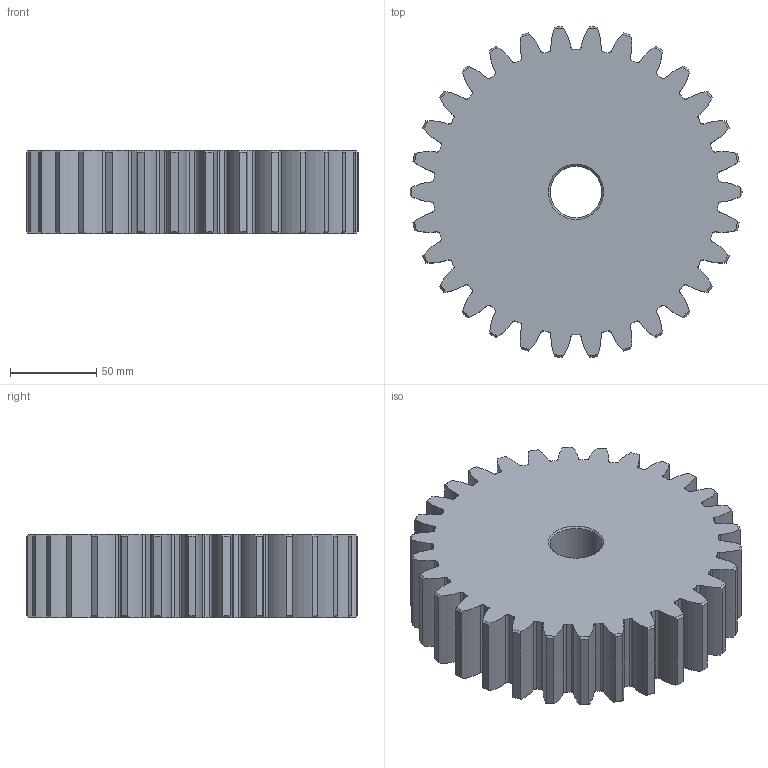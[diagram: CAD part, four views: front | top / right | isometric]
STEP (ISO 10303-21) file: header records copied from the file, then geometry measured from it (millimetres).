
FILE_DESCRIPTION (( 'STEP AP214' ), '1' );
FILE_NAME ('110-060-430.STEP', '2009-02-09T07:41:51', ( 'WMH061' ), ( 'WMH Herion Antriebstechnik GmbH' ), 'SwSTEP 2.0', 'SolidWorks 2008', '' );
FILE_SCHEMA (( 'AUTOMOTIVE_DESIGN' ));
Length unit declared in the file: millimetre
Products named in the file (1): 110-060-430
Bounding box: 192 x 191.36 x 48 mm (x, y, z)
Volume: 1172768.6 mm3; surface area: 107117.5 mm2
Topology: 1 solids, 1 shells, 269 faces, 796 edges, 529 vertices
Faces by surface type: cylinder 201, cone 66, plane 2
Entity records: 11617 total; most frequent: CARTESIAN_POINT 1955, DIRECTION 1685, ORIENTED_EDGE 1592, EDGE_CURVE 796, AXIS2_PLACEMENT_3D 739, VERTEX_POINT 529, CIRCLE 469, EDGE_LOOP 271
